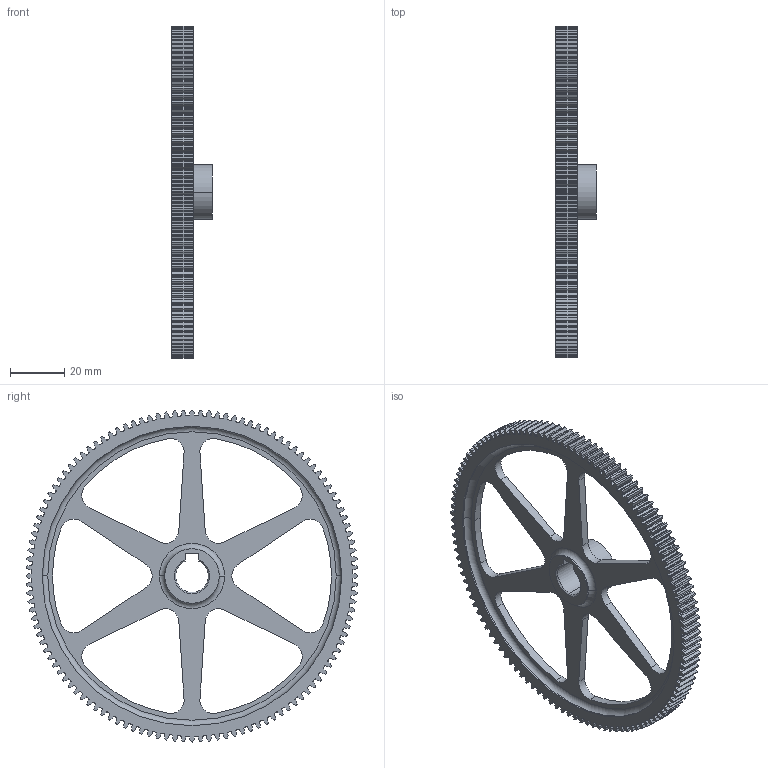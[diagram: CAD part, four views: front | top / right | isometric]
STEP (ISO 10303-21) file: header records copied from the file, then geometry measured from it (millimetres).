
FILE_DESCRIPTION(('CATIA V5 STEP Exchange'),'2;1');
FILE_NAME('PIGNON 120 DENTS ELEC.stp','2021-01-01T10:01:40+00:00',('none'),('none'),'CATIA Version 5 Release 20 GA (IN-10)','CATIA V5 STEP AP203','none');
FILE_SCHEMA(('CONFIG_CONTROL_DESIGN'));
Length unit declared in the file: millimetre
Products named in the file (1): PIGNON 120 DENTS ELEC
Bounding box: 15 x 122 x 122 mm (x, y, z)
Volume: 27691.4 mm3; surface area: 21199 mm2
Topology: 1 solids, 1 shells, 1143 faces, 3402 edges, 2265 vertices
Faces by surface type: cylinder 630, plane 501, torus 8, cone 4
Entity records: 37522 total; most frequent: CARTESIAN_POINT 6815, ORIENTED_EDGE 6804, DIRECTION 5660, EDGE_CURVE 3402, AXIS2_PLACEMENT_3D 2412, VERTEX_POINT 2265, VECTOR 2118, LINE 2118
